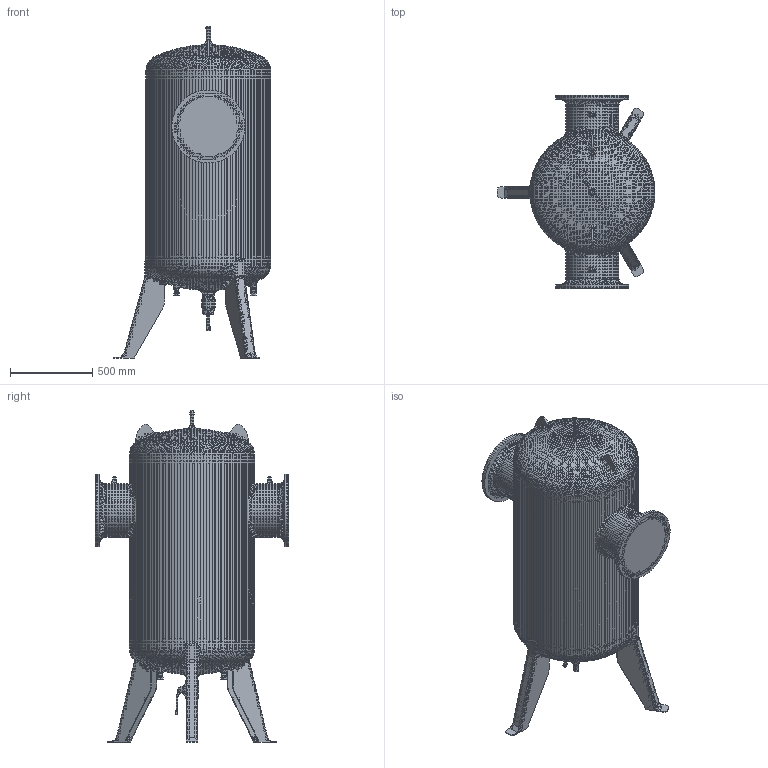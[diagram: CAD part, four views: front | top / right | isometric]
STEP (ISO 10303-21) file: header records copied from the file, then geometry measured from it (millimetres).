
FILE_DESCRIPTION(('CATIA V5 STEP Exchange'),'2;1');
FILE_NAME('XXXXXX (STP).stp','2016-09-02T09:00:04+00:00',('none'),('none'),'CATIA Version 5-6 Release 2014 SP5','CATIA V5 STEP AP203','none');
FILE_SCHEMA(('CONFIG_CONTROL_DESIGN'));
Products named in the file (1): 546630 - TST
Bounding box: 962 x 1180 x 2023.18 mm (x, y, z)
Volume: 681726045.6 mm3; surface area: 5823654.3 mm2
Topology: 1 solids, 1 shells, 15366 faces, 26427 edges, 11067 vertices
Faces by surface type: plane 15366
Entity records: 330201 total; most frequent: DIRECTION 57128, CARTESIAN_POINT 53016, ORIENTED_EDGE 52854, EDGE_CURVE 26427, VECTOR 26396, LINE 26396, EDGE_LOOP 15370, AXIS2_PLACEMENT_3D 15367
